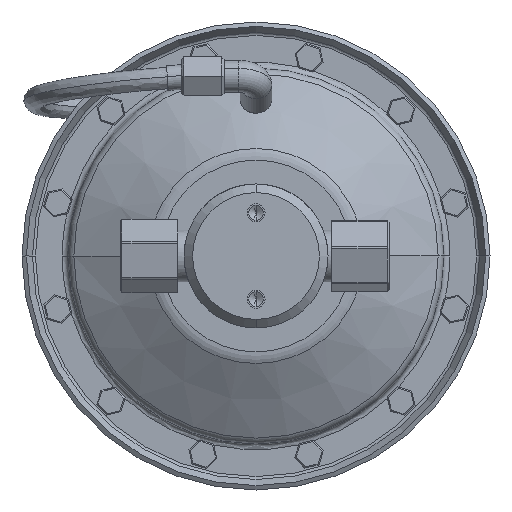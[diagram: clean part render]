
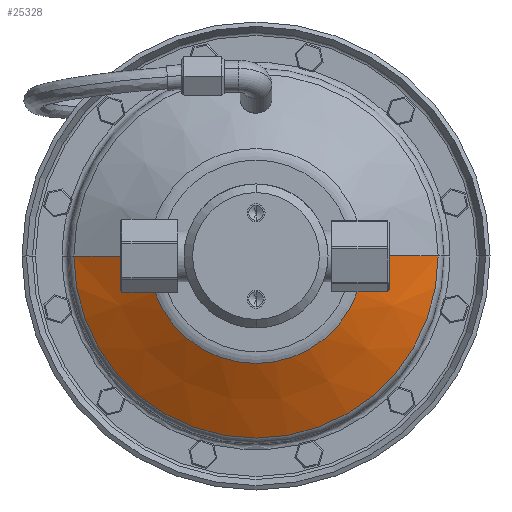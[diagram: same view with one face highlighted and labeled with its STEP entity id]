
A CAD part, front view. The second image highlights one B-rep face of the part: STEP entity #25328.
In plain terms, the highlighted conical face has half-angle 60 degrees and reference radius 47.39 mm.
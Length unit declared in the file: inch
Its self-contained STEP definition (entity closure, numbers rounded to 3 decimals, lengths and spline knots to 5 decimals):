
#4390 = DIRECTION ( 'NONE',  ( 0., 1., 0. ) ) ;
#12595 = VERTEX_POINT ( 'NONE', #35405 ) ;
#13042 = DIRECTION ( 'NONE',  ( 0., 0., 1. ) ) ;
#24460 = LINE ( 'NONE', #94176, #90368 ) ;
#25328 = ADVANCED_FACE ( 'NONE', ( #57589 ), #142050, .T. ) ;
#30133 = CARTESIAN_POINT ( 'NONE',  ( 0., -1.14774, -3.1625 ) ) ;
#35405 = CARTESIAN_POINT ( 'NONE',  ( 0., -1.89641, -1.86576 ) ) ;
#35784 = EDGE_CURVE ( 'NONE', #55091, #93685, #38510, .T. ) ;
#38510 = CIRCLE ( 'NONE', #119300, 3.1625 ) ;
#52329 = VECTOR ( 'NONE', #163135, 39.37008 ) ;
#54655 = CARTESIAN_POINT ( 'NONE',  ( 0., -1.89641, 1.86576 ) ) ;
#54710 = EDGE_CURVE ( 'NONE', #12595, #58561, #130037, .T. ) ;
#55091 = VERTEX_POINT ( 'NONE', #30133 ) ;
#56955 = DIRECTION ( 'NONE',  ( 0., 1., 0. ) ) ;
#57589 = FACE_OUTER_BOUND ( 'NONE', #162426, .T. ) ;
#58561 = VERTEX_POINT ( 'NONE', #54655 ) ;
#63087 = ORIENTED_EDGE ( 'NONE', *, *, #54710, .T. ) ;
#65897 = ORIENTED_EDGE ( 'NONE', *, *, #82138, .T. ) ;
#82138 = EDGE_CURVE ( 'NONE', #58561, #93685, #87344, .T. ) ;
#83248 = CARTESIAN_POINT ( 'NONE',  ( 0., -1.89641, 0. ) ) ;
#85283 = ORIENTED_EDGE ( 'NONE', *, *, #104924, .F. ) ;
#87344 = LINE ( 'NONE', #109623, #52329 ) ;
#90368 = VECTOR ( 'NONE', #106843, 39.37008 ) ;
#91908 = CARTESIAN_POINT ( 'NONE',  ( 0., -1.89641, 0. ) ) ;
#93685 = VERTEX_POINT ( 'NONE', #168930 ) ;
#94176 = CARTESIAN_POINT ( 'NONE',  ( 0., -1.89641, -1.86576 ) ) ;
#96508 = DIRECTION ( 'NONE',  ( 0., 0., 1. ) ) ;
#97037 = AXIS2_PLACEMENT_3D ( 'NONE', #83248, #4390, #96508 ) ;
#99340 = AXIS2_PLACEMENT_3D ( 'NONE', #91908, #170164, #13042 ) ;
#104753 = ORIENTED_EDGE ( 'NONE', *, *, #35784, .F. ) ;
#104924 = EDGE_CURVE ( 'NONE', #12595, #55091, #24460, .T. ) ;
#106843 = DIRECTION ( 'NONE',  ( 0., 0.5, -0.866 ) ) ;
#109623 = CARTESIAN_POINT ( 'NONE',  ( 0., -1.89641, 1.86576 ) ) ;
#119300 = AXIS2_PLACEMENT_3D ( 'NONE', #135848, #56955, #149068 ) ;
#130037 = CIRCLE ( 'NONE', #97037, 1.86576 ) ;
#135848 = CARTESIAN_POINT ( 'NONE',  ( 0., -1.14774, 0. ) ) ;
#142050 = CONICAL_SURFACE ( 'NONE', #99340, 1.86576, 1.047 ) ;
#149068 = DIRECTION ( 'NONE',  ( 0., 0., 1. ) ) ;
#162426 = EDGE_LOOP ( 'NONE', ( #85283, #63087, #65897, #104753 ) ) ;
#163135 = DIRECTION ( 'NONE',  ( 0., 0.5, 0.866 ) ) ;
#168930 = CARTESIAN_POINT ( 'NONE',  ( 0., -1.14774, 3.1625 ) ) ;
#170164 = DIRECTION ( 'NONE',  ( 0., 1., 0. ) ) ;
